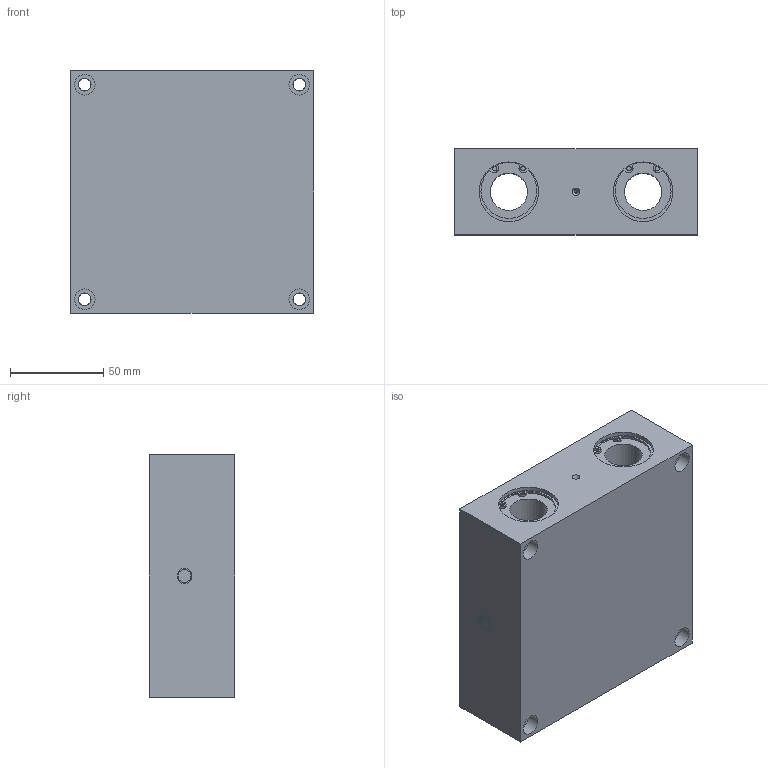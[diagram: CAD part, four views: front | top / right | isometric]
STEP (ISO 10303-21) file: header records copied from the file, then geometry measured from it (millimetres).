
FILE_DESCRIPTION(/* description */ ('Quattro Linearschlitten geschlossen mit Kunststoffkäfig'),/* implementation_level */ '2;1');
FILE_NAME(/* name */ '191847-0.step',/* time_stamp */ '2021-08-19T11:09:51+02:00',/* author */ ('MuellerJ'),/* organization */ (''),/* preprocessor_version */ 'ST-DEVELOPER v18.1',/* originating_system */ 'Autodesk Inventor 2021',/* authorisation */ '');
FILE_SCHEMA (('AUTOMOTIVE_DESIGN { 1 0 10303 214 3 1 1 }'));
Length unit declared in the file: millimetre
Products named in the file (4): leer; leer_1; leer_2; leer_3
Assembly tree (9 placements, depth 2):
  leer
    leer_1
    leer_2  x4
    leer_3  x4
Bounding box: 130.5 x 46 x 130 mm (x, y, z)
Volume: 653417.1 mm3; surface area: 122840.8 mm2
Topology: 9 solids, 9 shells, 173 faces, 339 edges, 226 vertices
Faces by surface type: cylinder 81, plane 80, torus 10, cone 2
Full cylindrical faces by diameter (mm): 1.6 x1, 2.5 x8, 4.3 x2, 6.647 x4, 6.8 x4, 6.917 x2, 8 x2, 11 x4, 20 x4, 30 x2, 30.3 x8, 32 x20, 33.5 x4
Entity records: 2712 total; most frequent: DIRECTION 489, CARTESIAN_POINT 470, ORIENTED_EDGE 352, AXIS2_PLACEMENT_3D 209, EDGE_CURVE 176, EDGE_LOOP 144, VERTEX_POINT 118, CIRCLE 101
